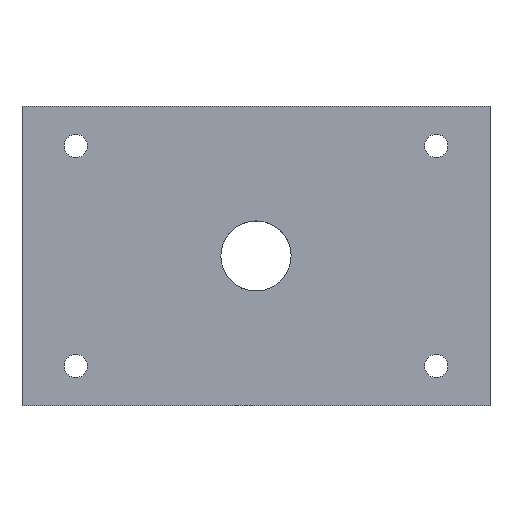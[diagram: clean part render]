
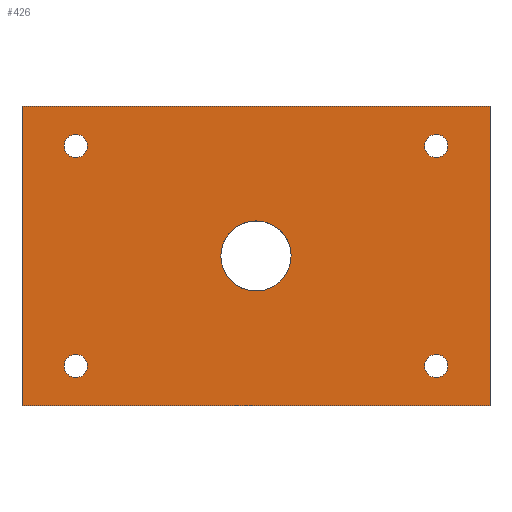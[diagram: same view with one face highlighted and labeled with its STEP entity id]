
A CAD part, front view. The second image highlights one B-rep face of the part: STEP entity #426.
In plain terms, the highlighted planar face has unit normal (0, -1, 0).
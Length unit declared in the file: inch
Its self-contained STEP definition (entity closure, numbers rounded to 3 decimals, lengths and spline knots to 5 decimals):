
#31=FACE_BOUND('',#116,.T.);
#32=FACE_BOUND('',#117,.T.);
#33=FACE_BOUND('',#118,.T.);
#34=FACE_BOUND('',#119,.T.);
#35=FACE_BOUND('',#120,.T.);
#49=PLANE('',#482);
#74=FACE_OUTER_BOUND('',#115,.T.);
#115=EDGE_LOOP('',(#383,#384,#385,#386));
#116=EDGE_LOOP('',(#387));
#117=EDGE_LOOP('',(#388));
#118=EDGE_LOOP('',(#389));
#119=EDGE_LOOP('',(#390));
#120=EDGE_LOOP('',(#391));
#142=LINE('',#711,#170);
#145=LINE('',#716,#173);
#147=LINE('',#720,#175);
#149=LINE('',#723,#177);
#170=VECTOR('',#592,0.3937);
#173=VECTOR('',#597,0.3937);
#175=VECTOR('',#601,0.3937);
#177=VECTOR('',#605,0.3937);
#196=CIRCLE('',#469,0.14764);
#197=CIRCLE('',#471,0.04921);
#198=CIRCLE('',#473,0.04921);
#199=CIRCLE('',#475,0.04921);
#200=CIRCLE('',#477,0.04921);
#231=VERTEX_POINT('',#694);
#232=VERTEX_POINT('',#697);
#233=VERTEX_POINT('',#700);
#234=VERTEX_POINT('',#703);
#235=VERTEX_POINT('',#706);
#236=VERTEX_POINT('',#709);
#237=VERTEX_POINT('',#710);
#238=VERTEX_POINT('',#715);
#239=VERTEX_POINT('',#719);
#278=EDGE_CURVE('',#231,#231,#196,.T.);
#279=EDGE_CURVE('',#232,#232,#197,.T.);
#280=EDGE_CURVE('',#233,#233,#198,.T.);
#281=EDGE_CURVE('',#234,#234,#199,.T.);
#282=EDGE_CURVE('',#235,#235,#200,.T.);
#283=EDGE_CURVE('',#236,#237,#142,.T.);
#286=EDGE_CURVE('',#237,#238,#145,.T.);
#288=EDGE_CURVE('',#238,#239,#147,.T.);
#290=EDGE_CURVE('',#239,#236,#149,.T.);
#383=ORIENTED_EDGE('',*,*,#290,.T.);
#384=ORIENTED_EDGE('',*,*,#283,.T.);
#385=ORIENTED_EDGE('',*,*,#286,.T.);
#386=ORIENTED_EDGE('',*,*,#288,.T.);
#387=ORIENTED_EDGE('',*,*,#278,.T.);
#388=ORIENTED_EDGE('',*,*,#279,.T.);
#389=ORIENTED_EDGE('',*,*,#280,.T.);
#390=ORIENTED_EDGE('',*,*,#281,.T.);
#391=ORIENTED_EDGE('',*,*,#282,.T.);
#426=ADVANCED_FACE('',(#74,#31,#32,#33,#34,#35),#49,.F.);
#469=AXIS2_PLACEMENT_3D('',#695,#572,#573);
#471=AXIS2_PLACEMENT_3D('',#698,#576,#577);
#473=AXIS2_PLACEMENT_3D('',#701,#580,#581);
#475=AXIS2_PLACEMENT_3D('',#704,#584,#585);
#477=AXIS2_PLACEMENT_3D('',#707,#588,#589);
#482=AXIS2_PLACEMENT_3D('',#724,#606,#607);
#572=DIRECTION('center_axis',(0.,1.,0.));
#573=DIRECTION('ref_axis',(1.,0.,0.));
#576=DIRECTION('center_axis',(0.,1.,0.));
#577=DIRECTION('ref_axis',(1.,0.,0.));
#580=DIRECTION('center_axis',(0.,1.,0.));
#581=DIRECTION('ref_axis',(1.,0.,0.));
#584=DIRECTION('center_axis',(0.,1.,0.));
#585=DIRECTION('ref_axis',(1.,0.,0.));
#588=DIRECTION('center_axis',(0.,1.,0.));
#589=DIRECTION('ref_axis',(1.,0.,0.));
#592=DIRECTION('',(0.,0.,-1.));
#597=DIRECTION('',(1.,0.,0.));
#601=DIRECTION('',(0.,0.,1.));
#605=DIRECTION('',(-1.,0.,0.));
#606=DIRECTION('center_axis',(0.,1.,0.));
#607=DIRECTION('ref_axis',(0.,0.,1.));
#694=CARTESIAN_POINT('',(-1.13189,0.,-0.62992));
#695=CARTESIAN_POINT('Origin',(-0.98425,0.,-0.62992));
#697=CARTESIAN_POINT('',(-1.79146,0.,-1.0926));
#698=CARTESIAN_POINT('Origin',(-1.74224,0.,-1.0926));
#700=CARTESIAN_POINT('',(-1.79146,0.,-0.16724));
#701=CARTESIAN_POINT('Origin',(-1.74224,0.,-0.16724));
#703=CARTESIAN_POINT('',(-0.27547,0.,-0.16724));
#704=CARTESIAN_POINT('Origin',(-0.22626,0.,-0.16724));
#706=CARTESIAN_POINT('',(-0.27547,0.,-1.0926));
#707=CARTESIAN_POINT('Origin',(-0.22626,0.,-1.0926));
#709=CARTESIAN_POINT('',(-1.9685,0.,0.));
#710=CARTESIAN_POINT('',(-1.9685,0.,-1.25984));
#711=CARTESIAN_POINT('',(-1.9685,0.,0.));
#715=CARTESIAN_POINT('',(0.,0.,-1.25984));
#716=CARTESIAN_POINT('',(-1.9685,0.,-1.25984));
#719=CARTESIAN_POINT('',(0.,0.,0.));
#720=CARTESIAN_POINT('',(0.,0.,-1.25984));
#723=CARTESIAN_POINT('',(0.,0.,0.));
#724=CARTESIAN_POINT('Origin',(-0.98425,0.,-0.62992));
